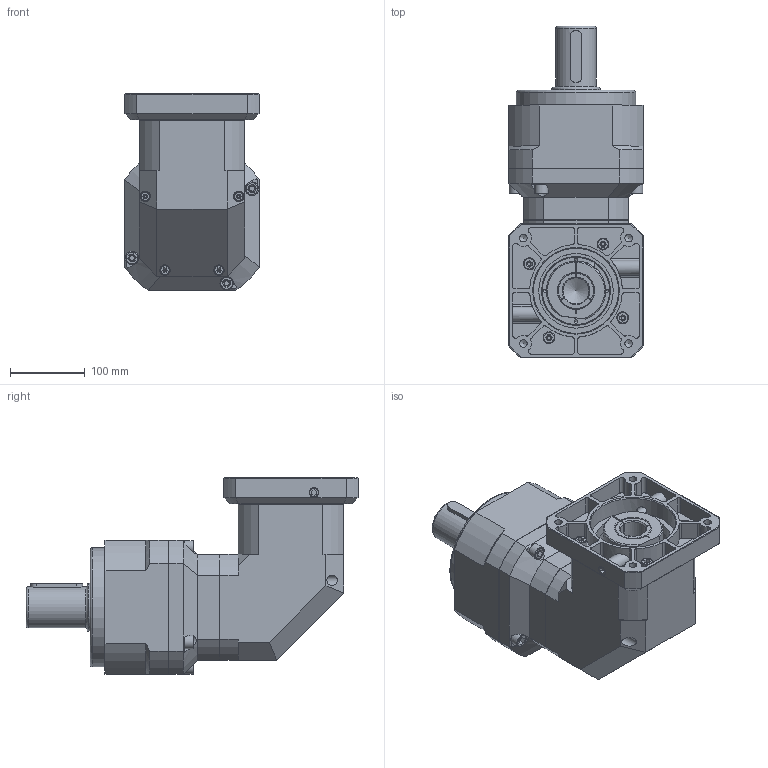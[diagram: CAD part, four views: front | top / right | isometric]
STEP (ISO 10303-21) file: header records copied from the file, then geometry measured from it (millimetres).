
FILE_DESCRIPTION((''),'2;1');
FILE_NAME('KSEL-180-2.stp','2014-04-15T16:29:41',('young'),(''),'Autodesk Inventor 2012','Autodesk Inventor 2012','');
FILE_SCHEMA(('AUTOMOTIVE_DESIGN { 1 0 10303 214 1 1 1 1 }'));
Length unit declared in the file: millimetre
Products named in the file (3): KSEL-180-2; 180-2-Angle; KSE-180-2-Body
Assembly tree (2 placements, depth 2):
  KSEL-180-2
    180-2-Angle
    KSE-180-2-Body
Bounding box: 180 x 445.5 x 264 mm (x, y, z)
Volume: 8079937.4 mm3; surface area: 721756.5 mm2
Topology: 26 solids, 26 shells, 853 faces, 2112 edges, 1380 vertices
Faces by surface type: plane 467, cylinder 220, cone 121, torus 23, bspline 22
Full cylindrical faces by diameter (mm): 5 x4, 6.8 x4, 8 x4, 8.5 x12, 8.6 x1, 10 x9, 10.2 x8, 10.5 x8, 11 x1, 11.125 x2, 12 x5, 13 x6, 14 x5, 16 x5, 18 x4, 25 x1, 35 x1, 48.4 x1, 49.8 x1, 50 x1, 55 x1, 62 x1, 64.8 x1, 65 x1, 68 x1, 70 x1, 72 x3, 75 x1, 80 x1, 90 x2
Entity records: 31922 total; most frequent: CARTESIAN_POINT 12800, DIRECTION 3887, ORIENTED_EDGE 3696, EDGE_CURVE 1848, AXIS2_PLACEMENT_3D 1485, VERTEX_POINT 1324, EDGE_LOOP 1172, VECTOR 917
